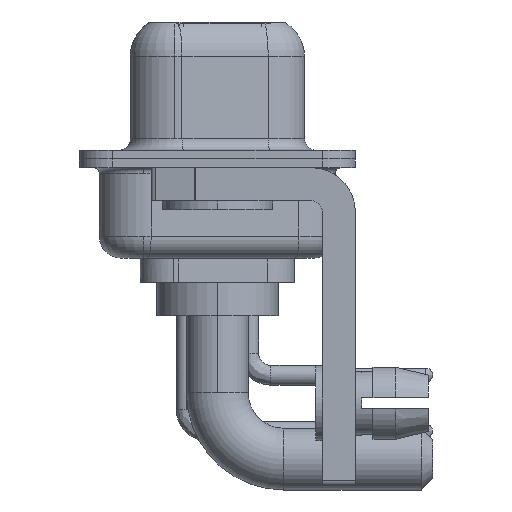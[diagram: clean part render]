
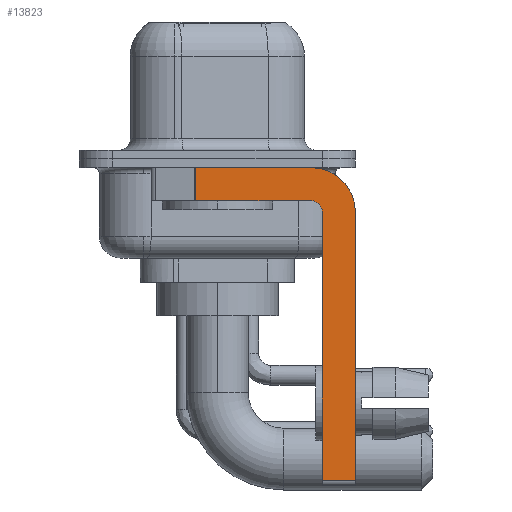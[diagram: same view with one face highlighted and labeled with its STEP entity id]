
A CAD part, left-side view. The second image highlights one B-rep face of the part: STEP entity #13823.
In plain terms, the highlighted planar face has unit normal (-1, 0, 0).
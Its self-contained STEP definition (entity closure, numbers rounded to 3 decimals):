
#1123 = FACE_OUTER_BOUND ( 'NONE', #17252, .T. ) ;
#1352 = CARTESIAN_POINT ( 'NONE',  ( -2.9, 0.978, -1.9 ) ) ;
#1674 = EDGE_CURVE ( 'NONE', #16655, #13675, #16726, .T. ) ;
#2045 = CARTESIAN_POINT ( 'NONE',  ( -2.9, -4.25, -1.9 ) ) ;
#2166 = EDGE_CURVE ( 'NONE', #11481, #5008, #18514, .T. ) ;
#4050 = DIRECTION ( 'NONE',  ( 0., 1., 0. ) ) ;
#4293 = CARTESIAN_POINT ( 'NONE',  ( -2.9, 3., -0.4 ) ) ;
#4560 = DIRECTION ( 'NONE',  ( 0., 0., -1. ) ) ;
#5008 = VERTEX_POINT ( 'NONE', #13984 ) ;
#5316 = DIRECTION ( 'NONE',  ( 0., 0., -1. ) ) ;
#5361 = ORIENTED_EDGE ( 'NONE', *, *, #11728, .F. ) ;
#5626 = EDGE_CURVE ( 'NONE', #16645, #11481, #14971, .T. ) ;
#6746 = VECTOR ( 'NONE', #13335, 1000. ) ;
#7165 = AXIS2_PLACEMENT_3D ( 'NONE', #15565, #22731, #13804 ) ;
#7331 = CARTESIAN_POINT ( 'NONE',  ( -2.9, -4.25, -0.4 ) ) ;
#8298 = PLANE ( 'NONE',  #7165 ) ;
#8501 = ORIENTED_EDGE ( 'NONE', *, *, #5626, .F. ) ;
#8654 = CARTESIAN_POINT ( 'NONE',  ( -2.9, 0.978, -0.4 ) ) ;
#8666 = VERTEX_POINT ( 'NONE', #16815 ) ;
#8763 = VERTEX_POINT ( 'NONE', #19034 ) ;
#8833 = CARTESIAN_POINT ( 'NONE',  ( -2.9, -4.25, -2.4 ) ) ;
#8847 = ORIENTED_EDGE ( 'NONE', *, *, #23220, .F. ) ;
#8945 = DIRECTION ( 'NONE',  ( 0., -1., 0. ) ) ;
#9012 = CIRCLE ( 'NONE', #10874, 0.5 ) ;
#9714 = ORIENTED_EDGE ( 'NONE', *, *, #23048, .F. ) ;
#10247 = DIRECTION ( 'NONE',  ( 0., 0., 1. ) ) ;
#10548 = ORIENTED_EDGE ( 'NONE', *, *, #21387, .T. ) ;
#10874 = AXIS2_PLACEMENT_3D ( 'NONE', #13307, #20574, #20454 ) ;
#11268 = VECTOR ( 'NONE', #8945, 1000. ) ;
#11462 = VECTOR ( 'NONE', #11566, 1000. ) ;
#11481 = VERTEX_POINT ( 'NONE', #7331 ) ;
#11566 = DIRECTION ( 'NONE',  ( 0., -1., 0. ) ) ;
#11625 = VECTOR ( 'NONE', #4560, 1000. ) ;
#11647 = VERTEX_POINT ( 'NONE', #16835 ) ;
#11728 = EDGE_CURVE ( 'NONE', #8666, #16655, #9012, .T. ) ;
#12356 = VECTOR ( 'NONE', #4050, 1000. ) ;
#13307 = CARTESIAN_POINT ( 'NONE',  ( -2.9, -4.25, -2.4 ) ) ;
#13335 = DIRECTION ( 'NONE',  ( 0., 0., -1. ) ) ;
#13649 = LINE ( 'NONE', #20795, #16880 ) ;
#13675 = VERTEX_POINT ( 'NONE', #1352 ) ;
#13804 = DIRECTION ( 'NONE',  ( 0., 0., -1. ) ) ;
#13823 = ADVANCED_FACE ( 'NONE', ( #1123 ), #8298, .F. ) ;
#13984 = CARTESIAN_POINT ( 'NONE',  ( -2.9, -6.25, -2.4 ) ) ;
#14271 = CARTESIAN_POINT ( 'NONE',  ( -2.9, -4.25, -1.9 ) ) ;
#14444 = CARTESIAN_POINT ( 'NONE',  ( -2.9, -4.25, -14.55 ) ) ;
#14654 = ORIENTED_EDGE ( 'NONE', *, *, #2166, .F. ) ;
#14971 = LINE ( 'NONE', #4293, #11462 ) ;
#15440 = LINE ( 'NONE', #15666, #6746 ) ;
#15565 = CARTESIAN_POINT ( 'NONE',  ( -2.9, -4.25, -2.4 ) ) ;
#15666 = CARTESIAN_POINT ( 'NONE',  ( -2.9, 0.978, -1.9 ) ) ;
#16645 = VERTEX_POINT ( 'NONE', #8654 ) ;
#16655 = VERTEX_POINT ( 'NONE', #14271 ) ;
#16726 = LINE ( 'NONE', #2045, #12356 ) ;
#16815 = CARTESIAN_POINT ( 'NONE',  ( -2.9, -4.75, -2.4 ) ) ;
#16835 = CARTESIAN_POINT ( 'NONE',  ( -2.9, -6.25, -14.55 ) ) ;
#16880 = VECTOR ( 'NONE', #10247, 1000. ) ;
#17121 = CARTESIAN_POINT ( 'NONE',  ( -2.9, -6.25, -2.4 ) ) ;
#17252 = EDGE_LOOP ( 'NONE', ( #8501, #10548, #21199, #5361, #9714, #22177, #8847, #14654 ) ) ;
#18094 = LINE ( 'NONE', #14444, #11268 ) ;
#18209 = LINE ( 'NONE', #17121, #11625 ) ;
#18514 = CIRCLE ( 'NONE', #20759, 2. ) ;
#19034 = CARTESIAN_POINT ( 'NONE',  ( -2.9, -4.75, -14.55 ) ) ;
#20454 = DIRECTION ( 'NONE',  ( 0., 0., 1. ) ) ;
#20574 = DIRECTION ( 'NONE',  ( -1., 0., 0. ) ) ;
#20759 = AXIS2_PLACEMENT_3D ( 'NONE', #8833, #21388, #5316 ) ;
#20795 = CARTESIAN_POINT ( 'NONE',  ( -2.9, -4.75, -14.8 ) ) ;
#21199 = ORIENTED_EDGE ( 'NONE', *, *, #1674, .F. ) ;
#21387 = EDGE_CURVE ( 'NONE', #16645, #13675, #15440, .T. ) ;
#21388 = DIRECTION ( 'NONE',  ( 1., 0., 0. ) ) ;
#22177 = ORIENTED_EDGE ( 'NONE', *, *, #23157, .T. ) ;
#22731 = DIRECTION ( 'NONE',  ( 1., 0., 0. ) ) ;
#23048 = EDGE_CURVE ( 'NONE', #8763, #8666, #13649, .T. ) ;
#23157 = EDGE_CURVE ( 'NONE', #8763, #11647, #18094, .T. ) ;
#23220 = EDGE_CURVE ( 'NONE', #5008, #11647, #18209, .T. ) ;
